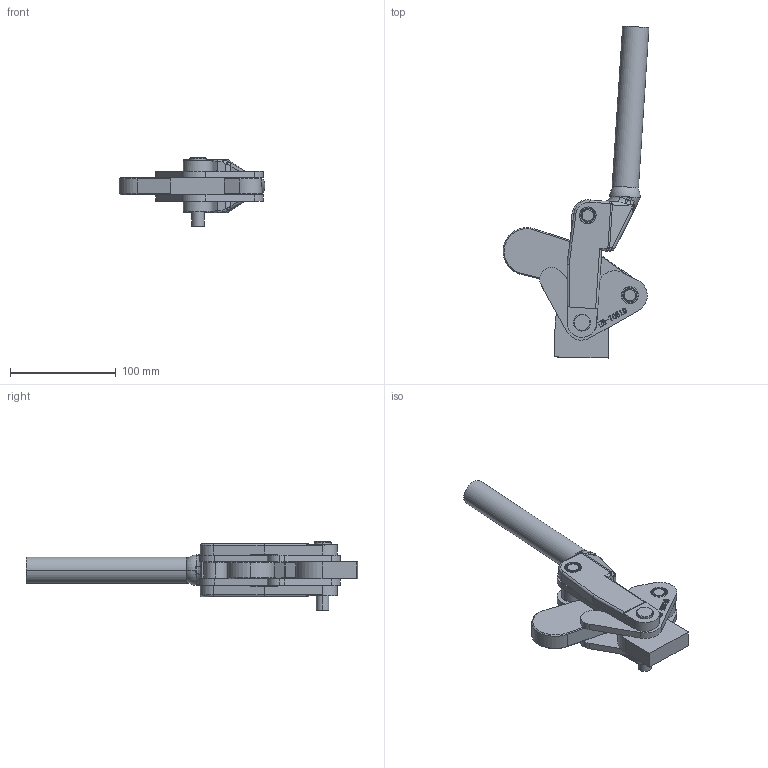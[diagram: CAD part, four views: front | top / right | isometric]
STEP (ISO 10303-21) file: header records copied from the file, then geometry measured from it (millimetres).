
FILE_DESCRIPTION (( 'STEP AP203' ), '1' );
FILE_NAME ('HS-70610 .STEP', '2019-08-24T07:24:50', ( '微软用户' ), ( '微软中国' ), 'SwSTEP 2.0', 'SolidWorks 2012', '' );
FILE_SCHEMA (( 'CONFIG_CONTROL_DESIGN' ));
Length unit declared in the file: millimetre
Products named in the file (12): 忒梟; 揤參; 菁釱; 种1; 蟀裝; 釱; 种2; 騵艦杶; 路杶; T倛种; 忒參奪; HS-70610 
Assembly tree (21 placements, depth 2):
  HS-70610 
    菁釱
    蟀裝  x2
    忒梟
    种1  x2
    种2
    揤參
    釱
    騵艦杶  x9
    路杶
    忒參奪
    T倛种
Bounding box: 138.22 x 314.58 x 65 mm (x, y, z)
Volume: 365443.8 mm3; surface area: 123877.9 mm2
Topology: 22 solids, 22 shells, 744 faces, 1859 edges, 1172 vertices
Faces by surface type: plane 312, bspline 171, cylinder 151, cone 104, torus 4, sphere 2
Entity records: 27474 total; most frequent: CARTESIAN_POINT 12045, ORIENTED_EDGE 3152, DIRECTION 2405, EDGE_CURVE 1576, VERTEX_POINT 1016, VECTOR 937, LINE 937, AXIS2_PLACEMENT_3D 734
